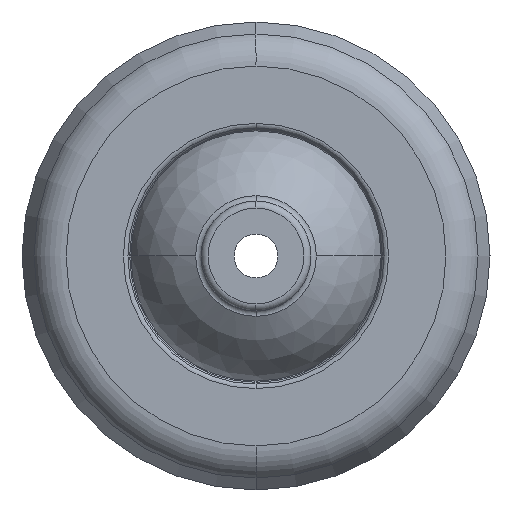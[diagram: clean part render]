
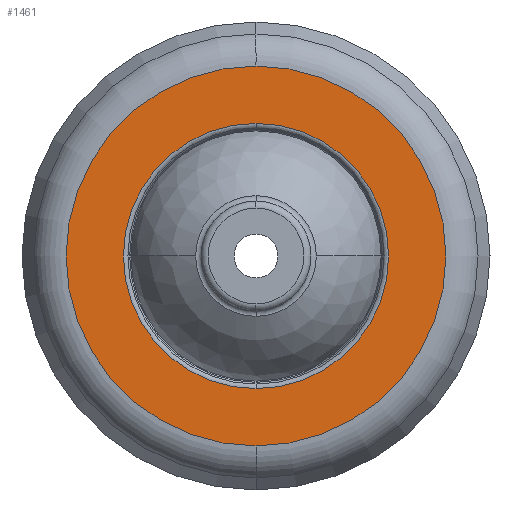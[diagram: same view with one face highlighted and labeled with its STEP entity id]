
A CAD part, left-side view. The second image highlights one B-rep face of the part: STEP entity #1461.
In plain terms, the highlighted planar face has unit normal (-1, 0, 0).
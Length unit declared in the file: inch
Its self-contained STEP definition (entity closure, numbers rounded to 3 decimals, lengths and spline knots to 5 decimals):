
#41 = CARTESIAN_POINT ( 'NONE',  ( -0.77, 0., 0. ) ) ;
#60 = CIRCLE ( 'NONE', #1784, 0.26784 ) ;
#79 = EDGE_LOOP ( 'NONE', ( #1445, #1304 ) ) ;
#93 = EDGE_CURVE ( 'NONE', #1589, #335, #1868, .T. ) ;
#128 = DIRECTION ( 'NONE',  ( 0., 0., -1. ) ) ;
#129 = CARTESIAN_POINT ( 'NONE',  ( -0.77, 0., 0. ) ) ;
#156 = AXIS2_PLACEMENT_3D ( 'NONE', #129, #1554, #2006 ) ;
#286 = CARTESIAN_POINT ( 'NONE',  ( -0.77, 0., -0.26784 ) ) ;
#314 = DIRECTION ( 'NONE',  ( -1., 0., 0. ) ) ;
#324 = FACE_BOUND ( 'NONE', #373, .T. ) ;
#335 = VERTEX_POINT ( 'NONE', #286 ) ;
#373 = EDGE_LOOP ( 'NONE', ( #501, #1981 ) ) ;
#501 = ORIENTED_EDGE ( 'NONE', *, *, #1836, .T. ) ;
#550 = DIRECTION ( 'NONE',  ( 0., 0., -1. ) ) ;
#625 = DIRECTION ( 'NONE',  ( 1., 0., 0. ) ) ;
#631 = VERTEX_POINT ( 'NONE', #1958 ) ;
#804 = FACE_OUTER_BOUND ( 'NONE', #79, .T. ) ;
#931 = EDGE_CURVE ( 'NONE', #1790, #631, #1921, .T. ) ;
#968 = DIRECTION ( 'NONE',  ( 0., 0., -1. ) ) ;
#985 = AXIS2_PLACEMENT_3D ( 'NONE', #1716, #625, #968 ) ;
#1106 = DIRECTION ( 'NONE',  ( 0., 0., 1. ) ) ;
#1149 = AXIS2_PLACEMENT_3D ( 'NONE', #1835, #1531, #128 ) ;
#1304 = ORIENTED_EDGE ( 'NONE', *, *, #93, .F. ) ;
#1330 = DIRECTION ( 'NONE',  ( 1., 0., 0. ) ) ;
#1445 = ORIENTED_EDGE ( 'NONE', *, *, #1665, .F. ) ;
#1461 = ADVANCED_FACE ( 'NONE', ( #804, #324 ), #1873, .T. ) ;
#1531 = DIRECTION ( 'NONE',  ( 1., 0., 0. ) ) ;
#1554 = DIRECTION ( 'NONE',  ( 1., 0., 0. ) ) ;
#1589 = VERTEX_POINT ( 'NONE', #1677 ) ;
#1651 = CARTESIAN_POINT ( 'NONE',  ( -0.77, 0., 0. ) ) ;
#1665 = EDGE_CURVE ( 'NONE', #335, #1589, #60, .T. ) ;
#1677 = CARTESIAN_POINT ( 'NONE',  ( -0.77, 0., 0.26784 ) ) ;
#1716 = CARTESIAN_POINT ( 'NONE',  ( -0.77, 0., 0. ) ) ;
#1724 = AXIS2_PLACEMENT_3D ( 'NONE', #41, #314, #1106 ) ;
#1784 = AXIS2_PLACEMENT_3D ( 'NONE', #1651, #1330, #550 ) ;
#1790 = VERTEX_POINT ( 'NONE', #1961 ) ;
#1835 = CARTESIAN_POINT ( 'NONE',  ( -0.77, 0., 0. ) ) ;
#1836 = EDGE_CURVE ( 'NONE', #631, #1790, #1864, .T. ) ;
#1864 = CIRCLE ( 'NONE', #985, 0.187 ) ;
#1868 = CIRCLE ( 'NONE', #1149, 0.26784 ) ;
#1873 = PLANE ( 'NONE',  #1724 ) ;
#1921 = CIRCLE ( 'NONE', #156, 0.187 ) ;
#1958 = CARTESIAN_POINT ( 'NONE',  ( -0.77, 0., -0.187 ) ) ;
#1961 = CARTESIAN_POINT ( 'NONE',  ( -0.77, 0., 0.187 ) ) ;
#1981 = ORIENTED_EDGE ( 'NONE', *, *, #931, .T. ) ;
#2006 = DIRECTION ( 'NONE',  ( 0., 0., -1. ) ) ;
